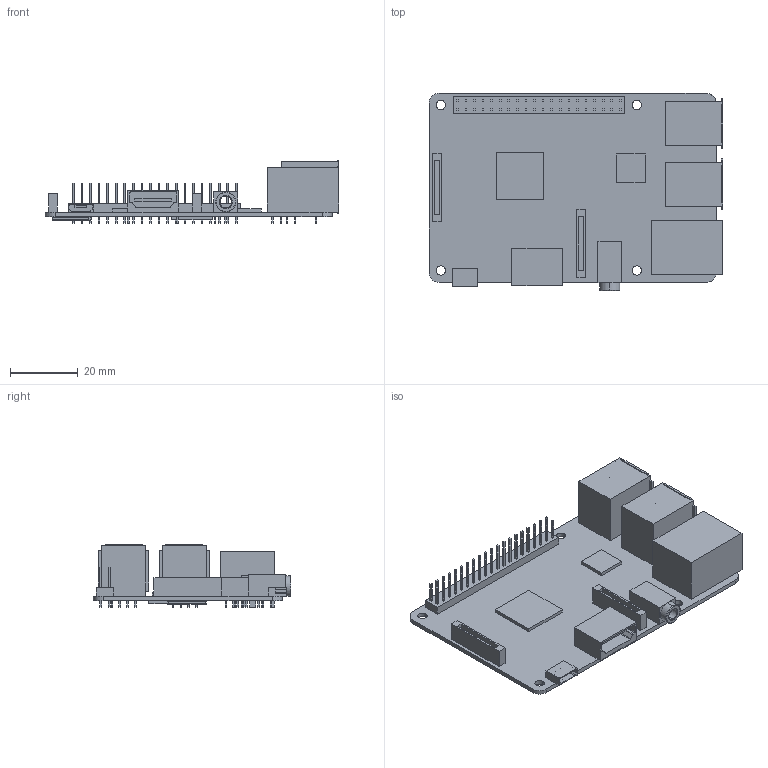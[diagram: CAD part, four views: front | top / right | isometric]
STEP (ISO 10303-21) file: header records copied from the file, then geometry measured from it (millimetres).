
FILE_DESCRIPTION (( 'STEP AP214' ), '1' );
FILE_NAME ('raspberryPi3BSimplified_STEP.STEP', '2020-03-06T13:40:25', ( '' ), ( '' ), 'SwSTEP 2.0', 'SolidWorks 2018', '' );
FILE_SCHEMA (( 'AUTOMOTIVE_DESIGN' ));
Length unit declared in the file: millimetre
Products named in the file (1): raspberryPi3BSimplified_STEP
Bounding box: 87 x 58.5 x 18.55 mm (x, y, z)
Volume: 17162 mm3; surface area: 19130.3 mm2
Topology: 1 solids, 1 shells, 820 faces, 2014 edges, 1336 vertices
Faces by surface type: plane 786, cylinder 30, torus 4
Entity records: 32762 total; most frequent: CARTESIAN_POINT 4171, ORIENTED_EDGE 4028, DIRECTION 3726, EDGE_CURVE 2014, LINE 1944, VECTOR 1944, VERTEX_POINT 1336, EDGE_LOOP 970
